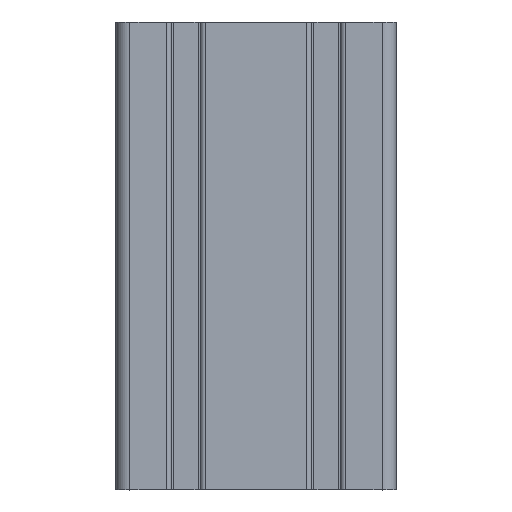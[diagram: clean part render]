
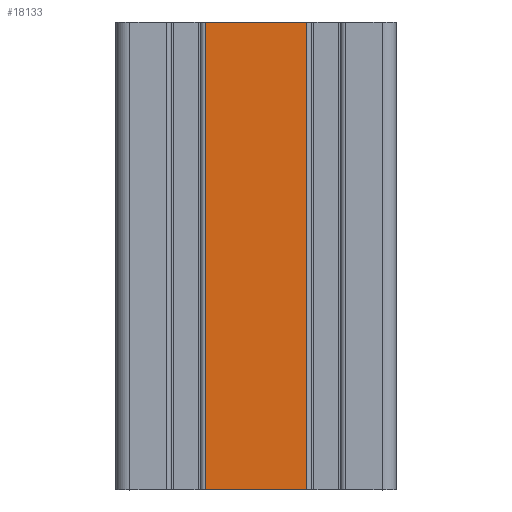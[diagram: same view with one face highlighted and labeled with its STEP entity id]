
A CAD part, top view. The second image highlights one B-rep face of the part: STEP entity #18133.
In plain terms, the highlighted planar face has unit normal (0, 0, 1).
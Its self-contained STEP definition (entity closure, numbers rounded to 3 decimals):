
#32 = PLANE('',#33);
#33 = AXIS2_PLACEMENT_3D('',#34,#35,#36);
#34 = CARTESIAN_POINT('',(-30.,-50.,-30.));
#35 = DIRECTION('',(0.,-1.,0.));
#36 = DIRECTION('',(0.,0.,-1.));
#3853 = VERTEX_POINT('',#3854);
#3854 = CARTESIAN_POINT('',(10.9,-50.,30.));
#3869 = CYLINDRICAL_SURFACE('',#3870,1.);
#3870 = AXIS2_PLACEMENT_3D('',#3871,#3872,#3873);
#3871 = CARTESIAN_POINT('',(10.9,81.609,29.));
#3872 = DIRECTION('',(-0.,1.,-0.));
#3873 = DIRECTION('',(0.,0.,-1.));
#3881 = EDGE_CURVE('',#3853,#3882,#3884,.T.);
#3882 = VERTEX_POINT('',#3883);
#3883 = CARTESIAN_POINT('',(-10.9,-50.,30.));
#3884 = SURFACE_CURVE('',#3885,(#3889,#3896),.PCURVE_S1.);
#3885 = LINE('',#3886,#3887);
#3886 = CARTESIAN_POINT('',(30.,-50.,30.));
#3887 = VECTOR('',#3888,1.);
#3888 = DIRECTION('',(-1.,0.,0.));
#3889 = PCURVE('',#32,#3890);
#3890 = DEFINITIONAL_REPRESENTATION('',(#3891),#3895);
#3891 = LINE('',#3892,#3893);
#3892 = CARTESIAN_POINT('',(-60.,60.));
#3893 = VECTOR('',#3894,1.);
#3894 = DIRECTION('',(0.,-1.));
#3895 = ( GEOMETRIC_REPRESENTATION_CONTEXT(2) 
PARAMETRIC_REPRESENTATION_CONTEXT() REPRESENTATION_CONTEXT('2D SPACE',''
  ) );
#3896 = PCURVE('',#3897,#3902);
#3897 = PLANE('',#3898);
#3898 = AXIS2_PLACEMENT_3D('',#3899,#3900,#3901);
#3899 = CARTESIAN_POINT('',(30.,-50.,30.));
#3900 = DIRECTION('',(0.,0.,-1.));
#3901 = DIRECTION('',(-1.,0.,0.));
#3902 = DEFINITIONAL_REPRESENTATION('',(#3903),#3907);
#3903 = LINE('',#3904,#3905);
#3904 = CARTESIAN_POINT('',(0.,0.));
#3905 = VECTOR('',#3906,1.);
#3906 = DIRECTION('',(1.,0.));
#3907 = ( GEOMETRIC_REPRESENTATION_CONTEXT(2) 
PARAMETRIC_REPRESENTATION_CONTEXT() REPRESENTATION_CONTEXT('2D SPACE',''
  ) );
#3926 = CYLINDRICAL_SURFACE('',#3927,1.);
#3927 = AXIS2_PLACEMENT_3D('',#3928,#3929,#3930);
#3928 = CARTESIAN_POINT('',(-10.9,81.609,29.));
#3929 = DIRECTION('',(-0.,1.,-0.));
#3930 = DIRECTION('',(0.,0.,-1.));
#9903 = PLANE('',#9904);
#9904 = AXIS2_PLACEMENT_3D('',#9905,#9906,#9907);
#9905 = CARTESIAN_POINT('',(-30.,50.,-30.));
#9906 = DIRECTION('',(0.,-1.,0.));
#9907 = DIRECTION('',(0.,0.,-1.));
#17179 = VERTEX_POINT('',#17180);
#17180 = CARTESIAN_POINT('',(-10.9,50.,30.));
#17202 = EDGE_CURVE('',#17203,#17179,#17205,.T.);
#17203 = VERTEX_POINT('',#17204);
#17204 = CARTESIAN_POINT('',(10.9,50.,30.));
#17205 = SURFACE_CURVE('',#17206,(#17210,#17217),.PCURVE_S1.);
#17206 = LINE('',#17207,#17208);
#17207 = CARTESIAN_POINT('',(30.,50.,30.));
#17208 = VECTOR('',#17209,1.);
#17209 = DIRECTION('',(-1.,0.,0.));
#17210 = PCURVE('',#9903,#17211);
#17211 = DEFINITIONAL_REPRESENTATION('',(#17212),#17216);
#17212 = LINE('',#17213,#17214);
#17213 = CARTESIAN_POINT('',(-60.,60.));
#17214 = VECTOR('',#17215,1.);
#17215 = DIRECTION('',(0.,-1.));
#17216 = ( GEOMETRIC_REPRESENTATION_CONTEXT(2) 
PARAMETRIC_REPRESENTATION_CONTEXT() REPRESENTATION_CONTEXT('2D SPACE',''
  ) );
#17217 = PCURVE('',#3897,#17218);
#17218 = DEFINITIONAL_REPRESENTATION('',(#17219),#17223);
#17219 = LINE('',#17220,#17221);
#17220 = CARTESIAN_POINT('',(0.,100.));
#17221 = VECTOR('',#17222,1.);
#17222 = DIRECTION('',(1.,0.));
#17223 = ( GEOMETRIC_REPRESENTATION_CONTEXT(2) 
PARAMETRIC_REPRESENTATION_CONTEXT() REPRESENTATION_CONTEXT('2D SPACE',''
  ) );
#18133 = ADVANCED_FACE('',(#18134),#3897,.F.);
#18134 = FACE_BOUND('',#18135,.T.);
#18135 = EDGE_LOOP('',(#18136,#18157,#18158,#18179));
#18136 = ORIENTED_EDGE('',*,*,#18137,.F.);
#18137 = EDGE_CURVE('',#17203,#3853,#18138,.T.);
#18138 = SURFACE_CURVE('',#18139,(#18143,#18150),.PCURVE_S1.);
#18139 = LINE('',#18140,#18141);
#18140 = CARTESIAN_POINT('',(10.9,-50.,30.));
#18141 = VECTOR('',#18142,1.);
#18142 = DIRECTION('',(0.,-1.,0.));
#18143 = PCURVE('',#3897,#18144);
#18144 = DEFINITIONAL_REPRESENTATION('',(#18145),#18149);
#18145 = LINE('',#18146,#18147);
#18146 = CARTESIAN_POINT('',(19.1,0.));
#18147 = VECTOR('',#18148,1.);
#18148 = DIRECTION('',(-0.,-1.));
#18149 = ( GEOMETRIC_REPRESENTATION_CONTEXT(2) 
PARAMETRIC_REPRESENTATION_CONTEXT() REPRESENTATION_CONTEXT('2D SPACE',''
  ) );
#18150 = PCURVE('',#3869,#18151);
#18151 = DEFINITIONAL_REPRESENTATION('',(#18152),#18156);
#18152 = LINE('',#18153,#18154);
#18153 = CARTESIAN_POINT('',(3.142,-131.609));
#18154 = VECTOR('',#18155,1.);
#18155 = DIRECTION('',(0.,-1.));
#18156 = ( GEOMETRIC_REPRESENTATION_CONTEXT(2) 
PARAMETRIC_REPRESENTATION_CONTEXT() REPRESENTATION_CONTEXT('2D SPACE',''
  ) );
#18157 = ORIENTED_EDGE('',*,*,#17202,.T.);
#18158 = ORIENTED_EDGE('',*,*,#18159,.T.);
#18159 = EDGE_CURVE('',#17179,#3882,#18160,.T.);
#18160 = SURFACE_CURVE('',#18161,(#18165,#18172),.PCURVE_S1.);
#18161 = LINE('',#18162,#18163);
#18162 = CARTESIAN_POINT('',(-10.9,81.609,30.));
#18163 = VECTOR('',#18164,1.);
#18164 = DIRECTION('',(0.,-1.,0.));
#18165 = PCURVE('',#3897,#18166);
#18166 = DEFINITIONAL_REPRESENTATION('',(#18167),#18171);
#18167 = LINE('',#18168,#18169);
#18168 = CARTESIAN_POINT('',(40.9,131.609));
#18169 = VECTOR('',#18170,1.);
#18170 = DIRECTION('',(-0.,-1.));
#18171 = ( GEOMETRIC_REPRESENTATION_CONTEXT(2) 
PARAMETRIC_REPRESENTATION_CONTEXT() REPRESENTATION_CONTEXT('2D SPACE',''
  ) );
#18172 = PCURVE('',#3926,#18173);
#18173 = DEFINITIONAL_REPRESENTATION('',(#18174),#18178);
#18174 = LINE('',#18175,#18176);
#18175 = CARTESIAN_POINT('',(3.142,0.));
#18176 = VECTOR('',#18177,1.);
#18177 = DIRECTION('',(0.,-1.));
#18178 = ( GEOMETRIC_REPRESENTATION_CONTEXT(2) 
PARAMETRIC_REPRESENTATION_CONTEXT() REPRESENTATION_CONTEXT('2D SPACE',''
  ) );
#18179 = ORIENTED_EDGE('',*,*,#3881,.F.);
